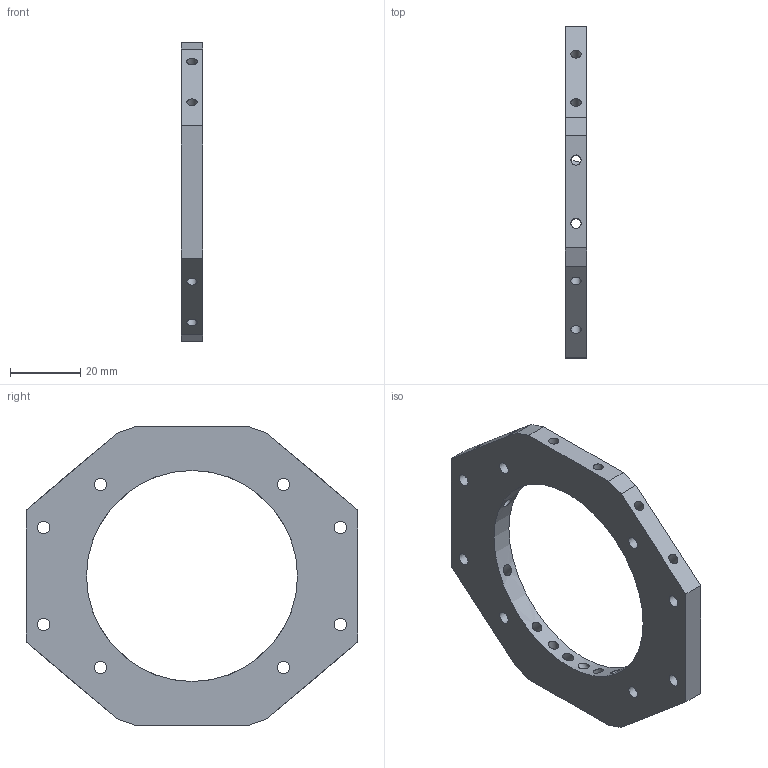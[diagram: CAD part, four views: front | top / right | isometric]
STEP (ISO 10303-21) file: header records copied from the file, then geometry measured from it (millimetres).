
FILE_DESCRIPTION(/* description */ (''),/* implementation_level */ '2;1');
FILE_NAME(/* name */ 'frame.step',/* time_stamp */ '2021-09-20T19:37:25+02:00',/* author */ (''),/* organization */ (''),/* preprocessor_version */ 'ST-DEVELOPER v18.1',/* originating_system */ 'Autodesk Translation Framework v10.10.0.1391',/* authorisation */ '');
FILE_SCHEMA (('AUTOMOTIVE_DESIGN { 1 0 10303 214 3 1 1 }'));
Length unit declared in the file: millimetre
Products named in the file (1): frame
Bounding box: 6 x 94.36 x 85 mm (x, y, z)
Volume: 20746 mm3; surface area: 12922.4 mm2
Topology: 1 solids, 1 shells, 95 faces, 283 edges, 194 vertices
Faces by surface type: plane 70, cylinder 25
Full cylindrical faces by diameter (mm): 2.9 x16, 3.5 x8, 60 x1
Entity records: 3796 total; most frequent: CARTESIAN_POINT 1117, ORIENTED_EDGE 566, DIRECTION 481, EDGE_CURVE 283, LINE 213, VECTOR 213, VERTEX_POINT 194, EDGE_LOOP 149
